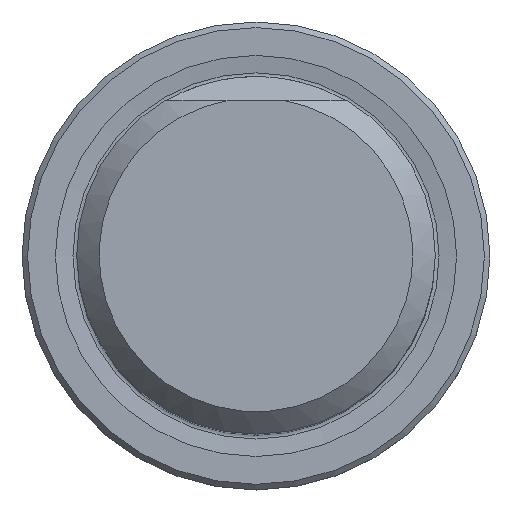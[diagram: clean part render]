
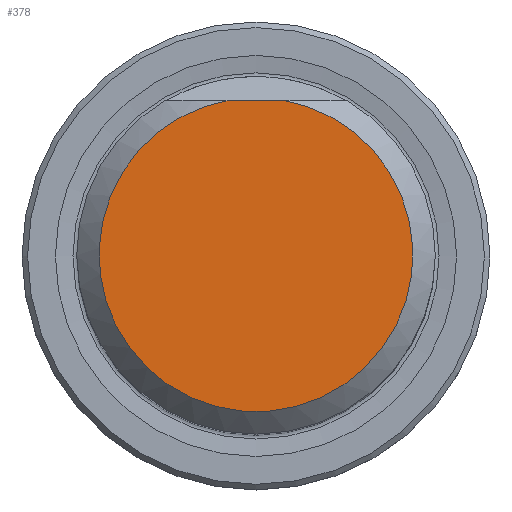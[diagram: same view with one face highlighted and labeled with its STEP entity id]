
A CAD part, top view. The second image highlights one B-rep face of the part: STEP entity #378.
In plain terms, the highlighted planar face has unit normal (0, 0, 1).
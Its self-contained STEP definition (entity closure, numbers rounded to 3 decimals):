
#248=PLANE('',#5619);
#378=ADVANCED_FACE('',(#799),#248,.T.);
#799=FACE_OUTER_BOUND('',#1083,.T.);
#1083=EDGE_LOOP('',(#2567,#2568));
#1421=CIRCLE('',#5618,13.996);
#1585=LINE('',#8460,#1905);
#1905=VECTOR('',#6372,1.);
#2567=ORIENTED_EDGE('',*,*,#4723,.F.);
#2568=ORIENTED_EDGE('',*,*,#4724,.T.);
#4148=VERTEX_POINT('',#8461);
#4149=VERTEX_POINT('',#8462);
#4723=EDGE_CURVE('',#4148,#4149,#1585,.T.);
#4724=EDGE_CURVE('',#4148,#4149,#1421,.T.);
#5618=AXIS2_PLACEMENT_3D('',#8463,#6373,#6374);
#5619=AXIS2_PLACEMENT_3D('',#8464,#6375,#6376);
#6372=DIRECTION('',(1.,0.,0.));
#6373=DIRECTION('',(0.,0.,1.));
#6374=DIRECTION('',(0.,-1.,0.));
#6375=DIRECTION('',(0.,0.,1.));
#6376=DIRECTION('',(0.,-1.,0.));
#8460=CARTESIAN_POINT('',(0.,13.804,60.));
#8461=CARTESIAN_POINT('',(-2.31,13.804,60.));
#8462=CARTESIAN_POINT('',(2.31,13.804,60.));
#8463=CARTESIAN_POINT('',(0.,0.,60.));
#8464=CARTESIAN_POINT('',(0.,0.,60.));
